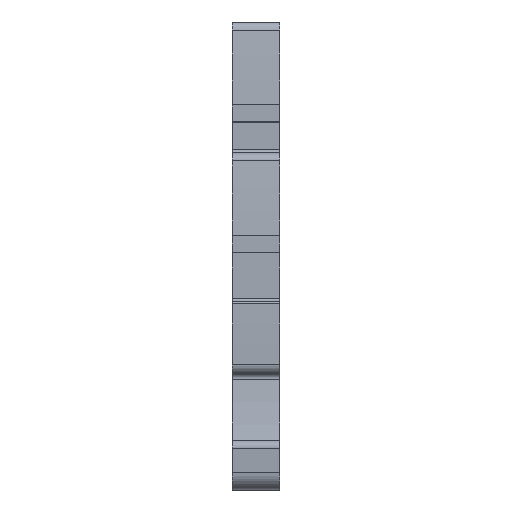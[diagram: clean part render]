
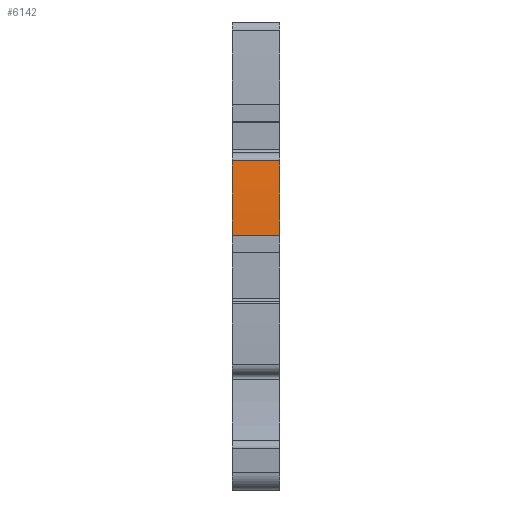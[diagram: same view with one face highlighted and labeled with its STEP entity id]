
A CAD part, front view. The second image highlights one B-rep face of the part: STEP entity #6142.
In plain terms, the highlighted cylindrical face has radius 149.2 mm (diameter 298.4 mm), a partial arc.
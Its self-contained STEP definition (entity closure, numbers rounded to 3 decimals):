
#4423=AXIS2_PLACEMENT_3D('Circle Axis2P3D',#4421,#4422,$) ;
#6122=AXIS2_PLACEMENT_3D('Cylinder Axis2P3D',#6119,#6120,#6121) ;
#6126=AXIS2_PLACEMENT_3D('Circle Axis2P3D',#6124,#6125,$) ;
#4418=CARTESIAN_POINT('Vertex',(0.,1.835,27.264)) ;
#4421=CARTESIAN_POINT('Axis2P3D Location',(0.,150.685,17.05)) ;
#4425=CARTESIAN_POINT('Vertex',(0.,2.602,35.272)) ;
#6099=CARTESIAN_POINT('Line Origine',(2.55,2.602,35.272)) ;
#6103=CARTESIAN_POINT('Vertex',(5.1,2.602,35.272)) ;
#6119=CARTESIAN_POINT('Axis2P3D Location',(2.55,150.685,17.05)) ;
#6124=CARTESIAN_POINT('Axis2P3D Location',(5.1,150.685,17.05)) ;
#6128=CARTESIAN_POINT('Vertex',(5.1,1.835,27.264)) ;
#6131=CARTESIAN_POINT('Line Origine',(2.55,1.835,27.264)) ;
#4422=DIRECTION('Axis2P3D Direction',(1.,0.,0.)) ;
#6100=DIRECTION('Vector Direction',(1.,0.,0.)) ;
#6120=DIRECTION('Axis2P3D Direction',(1.,0.,0.)) ;
#6121=DIRECTION('Axis2P3D XDirection',(0.,-0.993,0.122)) ;
#6125=DIRECTION('Axis2P3D Direction',(1.,0.,0.)) ;
#6132=DIRECTION('Vector Direction',(1.,0.,0.)) ;
#6101=VECTOR('Line Direction',#6100,1.) ;
#6133=VECTOR('Line Direction',#6132,1.) ;
#6137=ORIENTED_EDGE('',*,*,#6130,.F.) ;
#6138=ORIENTED_EDGE('',*,*,#6105,.F.) ;
#6139=ORIENTED_EDGE('',*,*,#4427,.T.) ;
#6140=ORIENTED_EDGE('',*,*,#6135,.F.) ;
#6142=ADVANCED_FACE('MLD',(#6141),#6123,.T.) ;
#4424=CIRCLE('generated circle',#4423,149.2) ;
#6127=CIRCLE('generated circle',#6126,149.2) ;
#6123=CYLINDRICAL_SURFACE('generated cylinder',#6122,149.2) ;
#4427=EDGE_CURVE('',#4426,#4419,#4424,.T.) ;
#6105=EDGE_CURVE('',#4426,#6104,#6102,.T.) ;
#6130=EDGE_CURVE('',#6104,#6129,#6127,.T.) ;
#6135=EDGE_CURVE('',#6129,#4419,#6134,.F.) ;
#6136=EDGE_LOOP('',(#6137,#6138,#6139,#6140)) ;
#6141=FACE_OUTER_BOUND('',#6136,.T.) ;
#6102=LINE('Line',#6099,#6101) ;
#6134=LINE('Line',#6131,#6133) ;
#4419=VERTEX_POINT('',#4418) ;
#4426=VERTEX_POINT('',#4425) ;
#6104=VERTEX_POINT('',#6103) ;
#6129=VERTEX_POINT('',#6128) ;
